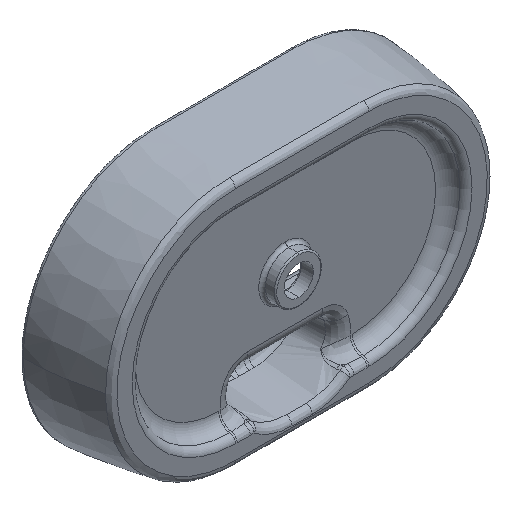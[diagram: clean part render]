
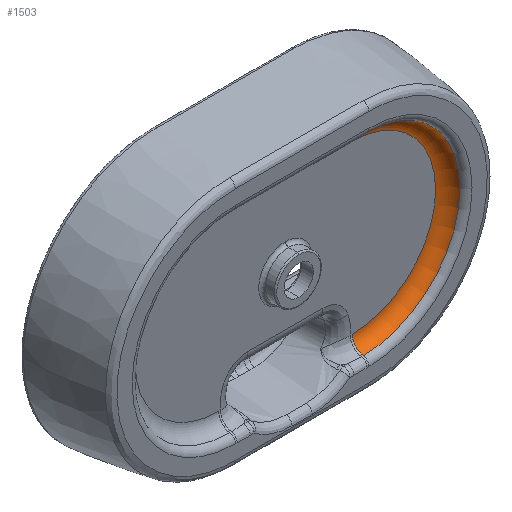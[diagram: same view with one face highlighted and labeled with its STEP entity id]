
A CAD part, isometric view. The second image highlights one B-rep face of the part: STEP entity #1503.
In plain terms, the highlighted toroidal (fillet/blend) face has major radius 125 mm and minor radius 20 mm.
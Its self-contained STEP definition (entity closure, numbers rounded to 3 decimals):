
#52 = DIRECTION ( 'NONE',  ( -1., 0., 0. ) ) ;
#155 = AXIS2_PLACEMENT_3D ( 'NONE', #1667, #5592, #3604 ) ;
#590 = CIRCLE ( 'NONE', #7755, 144.72 ) ;
#779 = ORIENTED_EDGE ( 'NONE', *, *, #8273, .T. ) ;
#1060 = TOROIDAL_SURFACE ( 'NONE', #2032, 125., 20. ) ;
#1238 = DIRECTION ( 'NONE',  ( 0., 0., -1. ) ) ;
#1322 = CARTESIAN_POINT ( 'NONE',  ( 100., 5., 0. ) ) ;
#1413 = VERTEX_POINT ( 'NONE', #6922 ) ;
#1503 = ADVANCED_FACE ( 'NONE', ( #4661 ), #1060, .F. ) ;
#1610 = EDGE_CURVE ( 'NONE', #1413, #5902, #2174, .T. ) ;
#1667 = CARTESIAN_POINT ( 'NONE',  ( 100., 25., 0. ) ) ;
#1976 = DIRECTION ( 'NONE',  ( 0., -1., 0. ) ) ;
#2032 = AXIS2_PLACEMENT_3D ( 'NONE', #1322, #4617, #1238 ) ;
#2174 = CIRCLE ( 'NONE', #3578, 20. ) ;
#2254 = DIRECTION ( 'NONE',  ( 0., 0., -1. ) ) ;
#2727 = DIRECTION ( 'NONE',  ( 0., 0., 1. ) ) ;
#2957 = AXIS2_PLACEMENT_3D ( 'NONE', #5025, #4940, #2254 ) ;
#3578 = AXIS2_PLACEMENT_3D ( 'NONE', #5987, #52, #2727 ) ;
#3604 = DIRECTION ( 'NONE',  ( 0., 0., -1. ) ) ;
#3915 = VERTEX_POINT ( 'NONE', #6210 ) ;
#3935 = CIRCLE ( 'NONE', #155, 125. ) ;
#4166 = DIRECTION ( 'NONE',  ( 0., 0., -1. ) ) ;
#4272 = CARTESIAN_POINT ( 'NONE',  ( 100., 25., -125. ) ) ;
#4574 = ORIENTED_EDGE ( 'NONE', *, *, #5950, .F. ) ;
#4617 = DIRECTION ( 'NONE',  ( 0., -1., 0. ) ) ;
#4661 = FACE_OUTER_BOUND ( 'NONE', #7821, .T. ) ;
#4773 = ORIENTED_EDGE ( 'NONE', *, *, #5764, .F. ) ;
#4940 = DIRECTION ( 'NONE',  ( 1., 0., 0. ) ) ;
#5025 = CARTESIAN_POINT ( 'NONE',  ( 100., 5., -125. ) ) ;
#5592 = DIRECTION ( 'NONE',  ( 0., -1., 0. ) ) ;
#5764 = EDGE_CURVE ( 'NONE', #3915, #6688, #6750, .T. ) ;
#5902 = VERTEX_POINT ( 'NONE', #7403 ) ;
#5950 = EDGE_CURVE ( 'NONE', #6688, #5902, #3935, .T. ) ;
#5987 = CARTESIAN_POINT ( 'NONE',  ( 100., 5., 125. ) ) ;
#6113 = CARTESIAN_POINT ( 'NONE',  ( 100., 8.333, 0. ) ) ;
#6210 = CARTESIAN_POINT ( 'NONE',  ( 100., 8.333, -144.72 ) ) ;
#6249 = ORIENTED_EDGE ( 'NONE', *, *, #1610, .T. ) ;
#6688 = VERTEX_POINT ( 'NONE', #4272 ) ;
#6750 = CIRCLE ( 'NONE', #2957, 20. ) ;
#6922 = CARTESIAN_POINT ( 'NONE',  ( 100., 8.333, 144.72 ) ) ;
#7403 = CARTESIAN_POINT ( 'NONE',  ( 100., 25., 125. ) ) ;
#7755 = AXIS2_PLACEMENT_3D ( 'NONE', #6113, #1976, #4166 ) ;
#7821 = EDGE_LOOP ( 'NONE', ( #4773, #779, #6249, #4574 ) ) ;
#8273 = EDGE_CURVE ( 'NONE', #3915, #1413, #590, .T. ) ;
